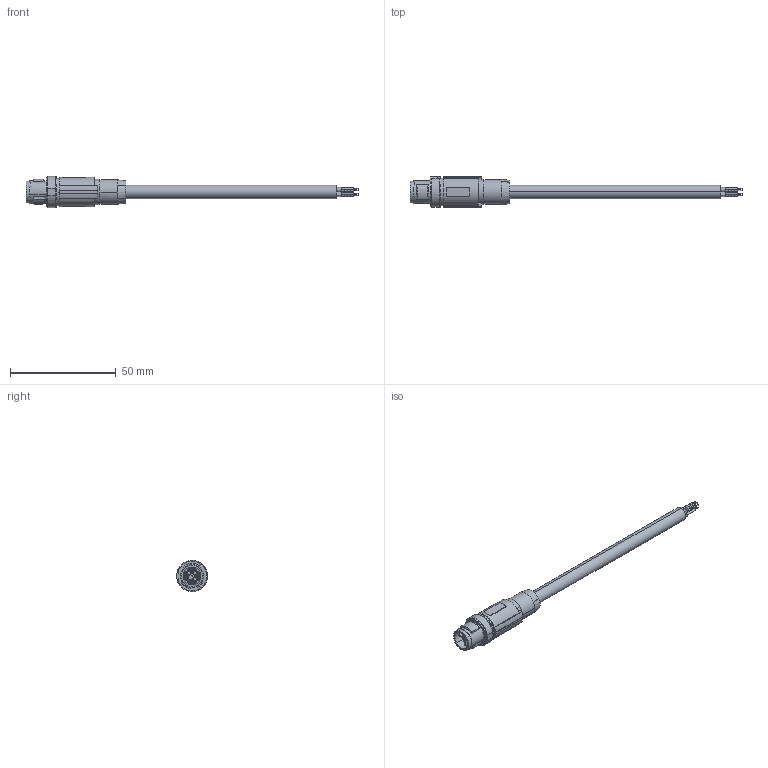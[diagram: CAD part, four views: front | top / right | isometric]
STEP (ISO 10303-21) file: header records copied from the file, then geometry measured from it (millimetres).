
FILE_DESCRIPTION(('SolidDesigner STEP Export'),'2;1');
FILE_NAME('1407467_NBC_MSX__1.0_94F_SCO-select.stp','2013-04-18T12:40:37',(''),(''),'Creo Elements/Direct Modeling STEP processor for AP214 (Solid Model)','Creo Elements/Direct Modeling 18.1 06-May-2012 (C) Parametric Technology GmbH','');
FILE_SCHEMA(('AUTOMOTIVE_DESIGN { 1 0 10303 214 1 1 1 1 }'));
Length unit declared in the file: millimetre
Products named in the file (1): 1407467_NBC_MSX__1.0_94F_SCO-select
Bounding box: 157.3 x 15 x 14.79 mm (x, y, z)
Volume: 9055.4 mm3; surface area: 5072.2 mm2
Topology: 1 solids, 1 shells, 278 faces, 655 edges, 438 vertices
Faces by surface type: cylinder 118, plane 116, cone 38, bspline 6
Entity records: 11618 total; most frequent: CARTESIAN_POINT 3362, ORIENTED_EDGE 1310, DIRECTION 1106, EDGE_CURVE 655, VERTEX_POINT 438, AXIS2_PLACEMENT_3D 427, EDGE_LOOP 337, COLOUR_RGB 279
